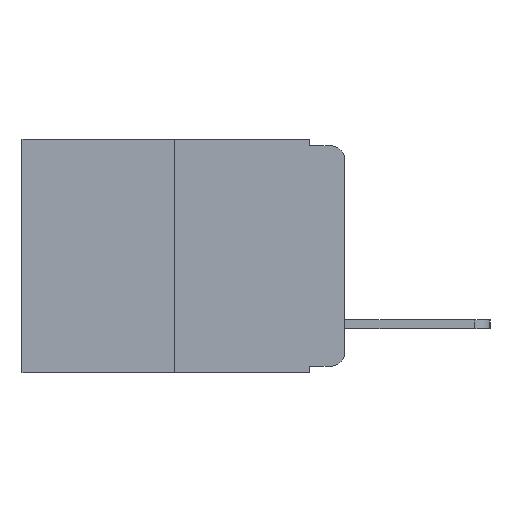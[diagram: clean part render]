
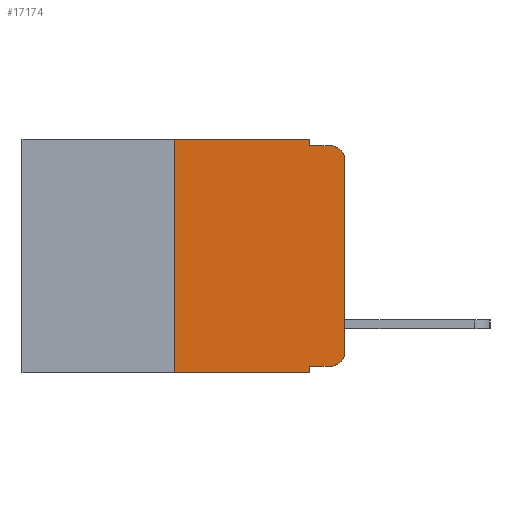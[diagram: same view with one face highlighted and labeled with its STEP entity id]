
A CAD part, left-side view. The second image highlights one B-rep face of the part: STEP entity #17174.
In plain terms, the highlighted planar face has unit normal (-1, 0, 0).
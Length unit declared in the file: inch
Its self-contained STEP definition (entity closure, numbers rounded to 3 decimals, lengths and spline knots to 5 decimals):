
#298 = ORIENTED_EDGE ( 'NONE', *, *, #12401, .T. ) ;
#440 = LINE ( 'NONE', #5573, #12500 ) ;
#656 = DIRECTION ( 'NONE',  ( 0., 0., 1. ) ) ;
#670 = CARTESIAN_POINT ( 'NONE',  ( 0., 0.051, -0.01 ) ) ;
#725 = VECTOR ( 'NONE', #13090, 39.37008 ) ;
#933 = DIRECTION ( 'NONE',  ( 0., -1., 0. ) ) ;
#1392 = VERTEX_POINT ( 'NONE', #6414 ) ;
#1580 = VERTEX_POINT ( 'NONE', #17093 ) ;
#1669 = VECTOR ( 'NONE', #11528, 39.37008 ) ;
#1979 = LINE ( 'NONE', #10259, #9979 ) ;
#1998 = CARTESIAN_POINT ( 'NONE',  ( 0., 0.051, -0.343 ) ) ;
#2068 = VERTEX_POINT ( 'NONE', #670 ) ;
#2172 = CARTESIAN_POINT ( 'NONE',  ( 0., 0.02, -0.333 ) ) ;
#2226 = CARTESIAN_POINT ( 'NONE',  ( 0., 0.02, -0.03 ) ) ;
#2344 = LINE ( 'NONE', #3155, #10297 ) ;
#2584 = DIRECTION ( 'NONE',  ( 0., 0., -1. ) ) ;
#2690 = ORIENTED_EDGE ( 'NONE', *, *, #6831, .F. ) ;
#3155 = CARTESIAN_POINT ( 'NONE',  ( 0., 0.473, -0.343 ) ) ;
#3243 = PLANE ( 'NONE',  #14384 ) ;
#3656 = CARTESIAN_POINT ( 'NONE',  ( 0., 0.02, -0.01 ) ) ;
#3844 = CARTESIAN_POINT ( 'NONE',  ( 0., 0.051, 0. ) ) ;
#3966 = DIRECTION ( 'NONE',  ( 0., 0., -1. ) ) ;
#4566 = CARTESIAN_POINT ( 'NONE',  ( 0., 0.051, -0.01 ) ) ;
#4846 = ORIENTED_EDGE ( 'NONE', *, *, #19418, .F. ) ;
#4948 = DIRECTION ( 'NONE',  ( 1., 0., 0. ) ) ;
#4953 = EDGE_CURVE ( 'NONE', #16196, #12083, #1979, .T. ) ;
#5025 = VECTOR ( 'NONE', #933, 39.37008 ) ;
#5086 = ORIENTED_EDGE ( 'NONE', *, *, #13865, .T. ) ;
#5207 = LINE ( 'NONE', #3844, #725 ) ;
#5258 = VERTEX_POINT ( 'NONE', #3656 ) ;
#5476 = DIRECTION ( 'NONE',  ( 0., -1., 0. ) ) ;
#5573 = CARTESIAN_POINT ( 'NONE',  ( 0., 0., 0. ) ) ;
#5861 = EDGE_LOOP ( 'NONE', ( #5086, #9214, #14488, #2690, #7095, #11945, #298, #4846, #8997, #17348 ) ) ;
#6144 = DIRECTION ( 'NONE',  ( 0., -1., 0. ) ) ;
#6414 = CARTESIAN_POINT ( 'NONE',  ( 0., 0.25, -0.343 ) ) ;
#6831 = EDGE_CURVE ( 'NONE', #1580, #2068, #5207, .T. ) ;
#7044 = VERTEX_POINT ( 'NONE', #10944 ) ;
#7095 = ORIENTED_EDGE ( 'NONE', *, *, #12289, .F. ) ;
#7173 = VERTEX_POINT ( 'NONE', #1998 ) ;
#7717 = VERTEX_POINT ( 'NONE', #18375 ) ;
#7815 = CARTESIAN_POINT ( 'NONE',  ( 0., 0.02, -0.313 ) ) ;
#7839 = AXIS2_PLACEMENT_3D ( 'NONE', #7815, #18154, #9276 ) ;
#8997 = ORIENTED_EDGE ( 'NONE', *, *, #4953, .T. ) ;
#9214 = ORIENTED_EDGE ( 'NONE', *, *, #15846, .T. ) ;
#9276 = DIRECTION ( 'NONE',  ( 0., 0., -1. ) ) ;
#9547 = CARTESIAN_POINT ( 'NONE',  ( 0., 0.473, 0. ) ) ;
#9648 = CARTESIAN_POINT ( 'NONE',  ( 0., 0.25, 0. ) ) ;
#9979 = VECTOR ( 'NONE', #5476, 39.37008 ) ;
#10259 = CARTESIAN_POINT ( 'NONE',  ( 0., 0.051, -0.333 ) ) ;
#10297 = VECTOR ( 'NONE', #15355, 39.37008 ) ;
#10365 = EDGE_CURVE ( 'NONE', #12083, #7044, #17558, .T. ) ;
#10651 = VERTEX_POINT ( 'NONE', #9648 ) ;
#10944 = CARTESIAN_POINT ( 'NONE',  ( 0., 0., -0.313 ) ) ;
#11156 = EDGE_CURVE ( 'NONE', #2068, #5258, #17562, .T. ) ;
#11393 = AXIS2_PLACEMENT_3D ( 'NONE', #2226, #13063, #3966 ) ;
#11528 = DIRECTION ( 'NONE',  ( 0., 0., 1. ) ) ;
#11945 = ORIENTED_EDGE ( 'NONE', *, *, #16829, .F. ) ;
#12083 = VERTEX_POINT ( 'NONE', #2172 ) ;
#12289 = EDGE_CURVE ( 'NONE', #10651, #1580, #16068, .T. ) ;
#12401 = EDGE_CURVE ( 'NONE', #1392, #7173, #2344, .T. ) ;
#12500 = VECTOR ( 'NONE', #656, 39.37008 ) ;
#13063 = DIRECTION ( 'NONE',  ( -1., 0., 0. ) ) ;
#13090 = DIRECTION ( 'NONE',  ( 0., 0., -1. ) ) ;
#13865 = EDGE_CURVE ( 'NONE', #7044, #7717, #440, .T. ) ;
#14018 = LINE ( 'NONE', #19290, #17100 ) ;
#14384 = AXIS2_PLACEMENT_3D ( 'NONE', #9547, #4948, #15428 ) ;
#14488 = ORIENTED_EDGE ( 'NONE', *, *, #11156, .F. ) ;
#14516 = LINE ( 'NONE', #15984, #1669 ) ;
#15355 = DIRECTION ( 'NONE',  ( 0., -1., 0. ) ) ;
#15428 = DIRECTION ( 'NONE',  ( 0., 0., -1. ) ) ;
#15846 = EDGE_CURVE ( 'NONE', #7717, #5258, #18524, .T. ) ;
#15984 = CARTESIAN_POINT ( 'NONE',  ( 0., 0.25, 0. ) ) ;
#16068 = LINE ( 'NONE', #19376, #5025 ) ;
#16196 = VERTEX_POINT ( 'NONE', #17220 ) ;
#16829 = EDGE_CURVE ( 'NONE', #1392, #10651, #14516, .T. ) ;
#17079 = VECTOR ( 'NONE', #6144, 39.37008 ) ;
#17093 = CARTESIAN_POINT ( 'NONE',  ( 0., 0.051, 0. ) ) ;
#17100 = VECTOR ( 'NONE', #2584, 39.37008 ) ;
#17174 = ADVANCED_FACE ( 'NONE', ( #17596 ), #3243, .F. ) ;
#17220 = CARTESIAN_POINT ( 'NONE',  ( 0., 0.051, -0.333 ) ) ;
#17348 = ORIENTED_EDGE ( 'NONE', *, *, #10365, .T. ) ;
#17558 = CIRCLE ( 'NONE', #7839, 0.02 ) ;
#17562 = LINE ( 'NONE', #4566, #17079 ) ;
#17596 = FACE_OUTER_BOUND ( 'NONE', #5861, .T. ) ;
#18154 = DIRECTION ( 'NONE',  ( -1., 0., 0. ) ) ;
#18375 = CARTESIAN_POINT ( 'NONE',  ( 0., 0., -0.03 ) ) ;
#18524 = CIRCLE ( 'NONE', #11393, 0.02 ) ;
#19290 = CARTESIAN_POINT ( 'NONE',  ( 0., 0.051, 0. ) ) ;
#19376 = CARTESIAN_POINT ( 'NONE',  ( 0., 0.473, 0. ) ) ;
#19418 = EDGE_CURVE ( 'NONE', #16196, #7173, #14018, .T. ) ;
